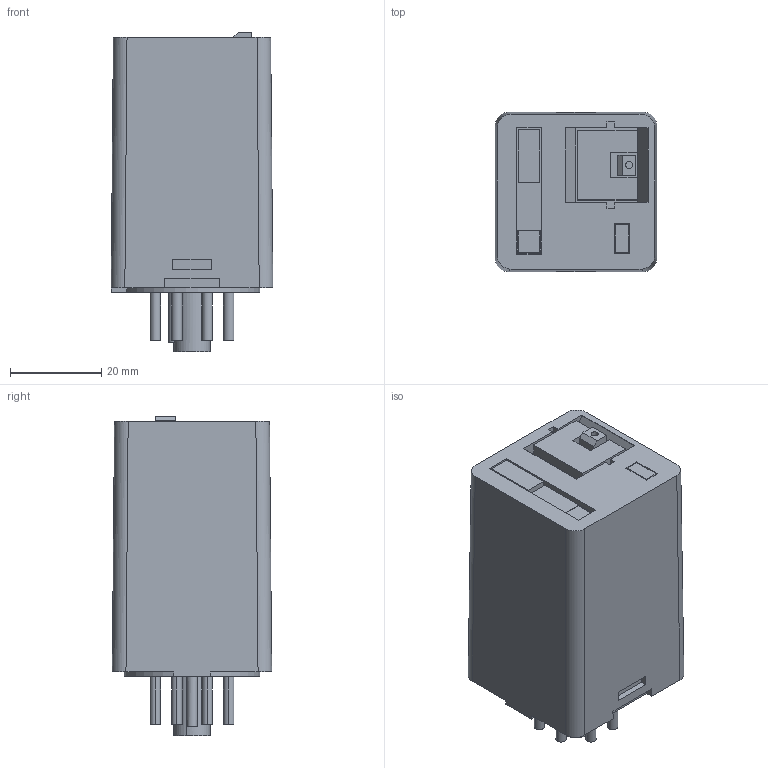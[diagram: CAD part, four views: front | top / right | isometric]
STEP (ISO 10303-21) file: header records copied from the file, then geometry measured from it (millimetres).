
FILE_DESCRIPTION((''),'2;1');
FILE_NAME('RUMC32P7-3D','2020-09-29T09:41:21',('SESA572743'),('Schneider-Electric'),'CREO PARAMETRIC BY PTC INC, 2019164','CREO PARAMETRIC BY PTC INC, 2019164','');
FILE_SCHEMA(('CONFIG_CONTROL_DESIGN'));
Length unit declared in the file: millimetre
Products named in the file (1): RUMC32P7-3D
Bounding box: 35.51 x 35 x 70.1 mm (x, y, z)
Volume: 66630.1 mm3; surface area: 12493.2 mm2
Topology: 1 solids, 1 shells, 188 faces, 452 edges, 301 vertices
Faces by surface type: plane 130, cylinder 58
Entity records: 5519 total; most frequent: CARTESIAN_POINT 977, DIRECTION 933, ORIENTED_EDGE 904, EDGE_CURVE 452, VECTOR 331, LINE 331, AXIS2_PLACEMENT_3D 301, VERTEX_POINT 301
